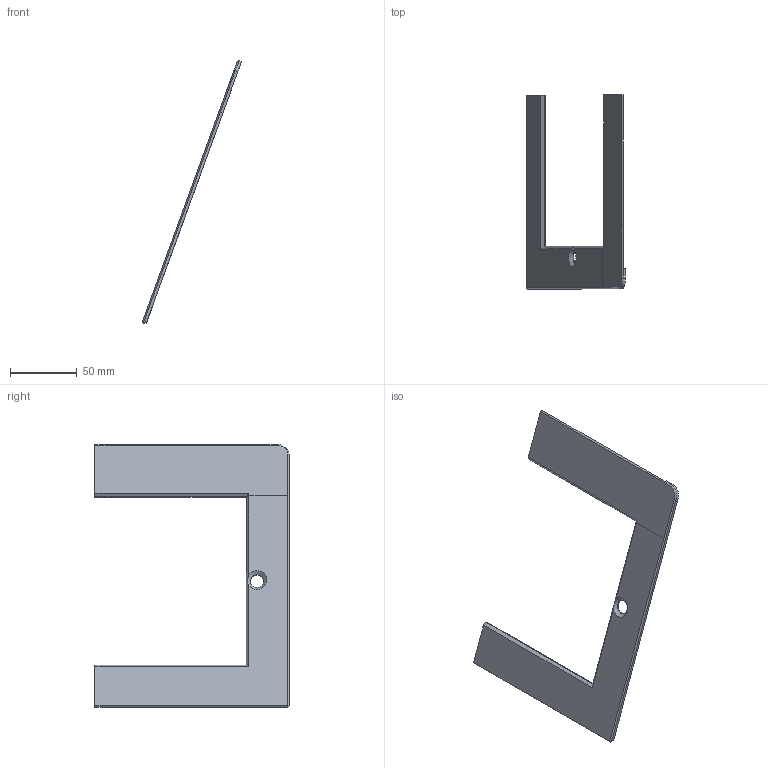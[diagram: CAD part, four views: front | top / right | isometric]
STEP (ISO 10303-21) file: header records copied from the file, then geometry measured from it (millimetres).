
FILE_DESCRIPTION(/* description */ (''),/* implementation_level */ '2;1');
FILE_NAME(/* name */ 'front 11.step',/* time_stamp */ '2020-12-18T16:21:18+06:00',/* author */ (''),/* organization */ (''),/* preprocessor_version */ 'ST-DEVELOPER v18.1',/* originating_system */ 'Autodesk Translation Framework v9.7.1.1290',/* authorisation */ '');
FILE_SCHEMA (('AUTOMOTIVE_DESIGN { 1 0 10303 214 3 1 1 }'));
Length unit declared in the file: millimetre
Products named in the file (3): front 11; front11a; front11b
Assembly tree (2 placements, depth 2):
  front 11
    front11a
    front11b
Bounding box: 73.97 x 145 x 196.13 mm (x, y, z)
Volume: 37430.3 mm3; surface area: 32308.3 mm2
Topology: 2 solids, 2 shells, 32 faces, 82 edges, 53 vertices
Faces by surface type: plane 28, cylinder 2, cone 2
Full cylindrical faces by diameter (mm): 10 x1
Entity records: 1049 total; most frequent: CARTESIAN_POINT 174, ORIENTED_EDGE 164, DIRECTION 163, EDGE_CURVE 82, LINE 73, VECTOR 73, VERTEX_POINT 53, AXIS2_PLACEMENT_3D 45
